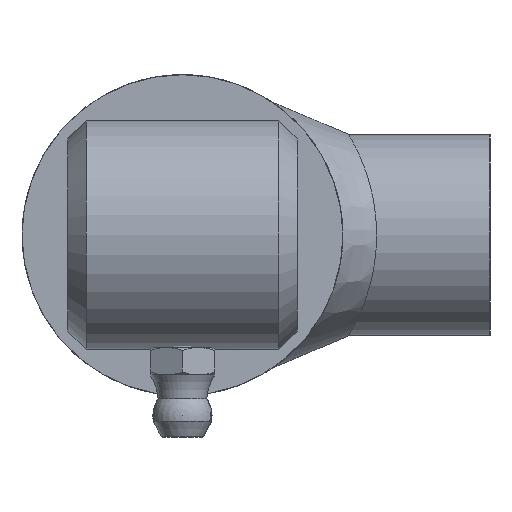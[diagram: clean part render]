
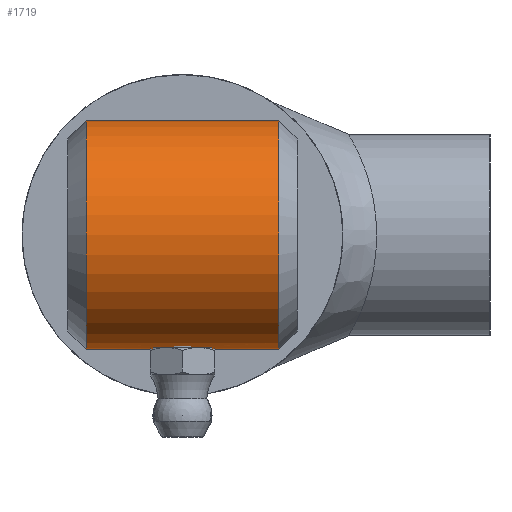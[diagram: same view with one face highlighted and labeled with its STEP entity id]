
A CAD part, left-side view. The second image highlights one B-rep face of the part: STEP entity #1719.
In plain terms, the highlighted cylindrical face has radius 12.5 mm (diameter 25 mm), a full revolution.
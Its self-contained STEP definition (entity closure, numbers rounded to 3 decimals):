
#177=FACE_BOUND('',#555,.T.);
#230=LINE('',#4354,#293);
#293=VECTOR('',#2484,12.5);
#416=FACE_OUTER_BOUND('',#554,.T.);
#554=EDGE_LOOP('',(#1445,#1446,#1447,#1448,#1449,#1450));
#555=EDGE_LOOP('',(#1451,#1452));
#663=CIRCLE('',#2055,12.5);
#664=CIRCLE('',#2056,12.5);
#665=CIRCLE('',#2058,12.5);
#666=CIRCLE('',#2059,12.5);
#741=B_SPLINE_CURVE_WITH_KNOTS('',3,(#4246,#4247,#4248,#4249,#4250,#4251,
#4252,#4253,#4254,#4255,#4256,#4257,#4258,#4259,#4260,#4261,#4262,#4263),
 .UNSPECIFIED.,.F.,.F.,(4,2,2,2,2,2,2,2,4),(0.371,0.464,
0.557,0.65,0.743,0.836,
0.929,1.022,1.114),.UNSPECIFIED.);
#742=B_SPLINE_CURVE_WITH_KNOTS('',3,(#4264,#4265,#4266,#4267,#4268,#4269,
#4270,#4271,#4272,#4273,#4274,#4275,#4276,#4277,#4278,#4279,#4280,#4281,
#4282),.UNSPECIFIED.,.F.,.F.,(4,2,2,2,3,2,2,2,4),(1.114,1.207,
1.3,1.393,1.486,1.579,1.672,
1.765,1.857),.UNSPECIFIED.);
#838=VERTEX_POINT('',#4244);
#839=VERTEX_POINT('',#4245);
#849=VERTEX_POINT('',#4347);
#850=VERTEX_POINT('',#4349);
#851=VERTEX_POINT('',#4353);
#852=VERTEX_POINT('',#4355);
#1038=EDGE_CURVE('',#838,#839,#741,.T.);
#1039=EDGE_CURVE('',#839,#838,#742,.T.);
#1055=EDGE_CURVE('',#849,#850,#663,.T.);
#1056=EDGE_CURVE('',#850,#849,#664,.T.);
#1057=EDGE_CURVE('',#850,#851,#230,.T.);
#1058=EDGE_CURVE('',#852,#851,#665,.T.);
#1059=EDGE_CURVE('',#851,#852,#666,.T.);
#1445=ORIENTED_EDGE('',*,*,#1055,.F.);
#1446=ORIENTED_EDGE('',*,*,#1056,.F.);
#1447=ORIENTED_EDGE('',*,*,#1057,.T.);
#1448=ORIENTED_EDGE('',*,*,#1058,.F.);
#1449=ORIENTED_EDGE('',*,*,#1059,.F.);
#1450=ORIENTED_EDGE('',*,*,#1057,.F.);
#1451=ORIENTED_EDGE('',*,*,#1038,.T.);
#1452=ORIENTED_EDGE('',*,*,#1039,.T.);
#1641=CYLINDRICAL_SURFACE('',#2057,12.5);
#1719=ADVANCED_FACE('',(#416,#177),#1641,.T.);
#2055=AXIS2_PLACEMENT_3D('',#4350,#2478,#2479);
#2056=AXIS2_PLACEMENT_3D('',#4351,#2480,#2481);
#2057=AXIS2_PLACEMENT_3D('',#4352,#2482,#2483);
#2058=AXIS2_PLACEMENT_3D('',#4356,#2485,#2486);
#2059=AXIS2_PLACEMENT_3D('',#4357,#2487,#2488);
#2478=DIRECTION('center_axis',(1.,0.,0.));
#2479=DIRECTION('ref_axis',(0.,-1.,0.));
#2480=DIRECTION('center_axis',(1.,0.,0.));
#2481=DIRECTION('ref_axis',(0.,-1.,0.));
#2482=DIRECTION('center_axis',(1.,0.,0.));
#2483=DIRECTION('ref_axis',(0.,1.,0.));
#2484=DIRECTION('',(-1.,0.,0.));
#2485=DIRECTION('center_axis',(-1.,0.,0.));
#2486=DIRECTION('ref_axis',(0.,-1.,0.));
#2487=DIRECTION('center_axis',(-1.,0.,0.));
#2488=DIRECTION('ref_axis',(0.,-1.,0.));
#4244=CARTESIAN_POINT('',(10.042,12.5,0.));
#4245=CARTESIAN_POINT('',(14.959,12.5,0.));
#4246=CARTESIAN_POINT('Ctrl Pts',(10.042,12.5,0.));
#4247=CARTESIAN_POINT('Ctrl Pts',(10.042,12.5,-0.31));
#4248=CARTESIAN_POINT('Ctrl Pts',(10.104,12.487,-0.639));
#4249=CARTESIAN_POINT('Ctrl Pts',(10.355,12.442,-1.245));
#4250=CARTESIAN_POINT('Ctrl Pts',(10.544,12.409,-1.521));
#4251=CARTESIAN_POINT('Ctrl Pts',(10.979,12.348,-1.956));
#4252=CARTESIAN_POINT('Ctrl Pts',(11.255,12.315,-2.145));
#4253=CARTESIAN_POINT('Ctrl Pts',(11.861,12.269,-2.396));
#4254=CARTESIAN_POINT('Ctrl Pts',(12.19,12.256,-2.459));
#4255=CARTESIAN_POINT('Ctrl Pts',(12.81,12.256,-2.459));
#4256=CARTESIAN_POINT('Ctrl Pts',(13.139,12.269,-2.396));
#4257=CARTESIAN_POINT('Ctrl Pts',(13.745,12.315,-2.145));
#4258=CARTESIAN_POINT('Ctrl Pts',(14.021,12.348,-1.956));
#4259=CARTESIAN_POINT('Ctrl Pts',(14.456,12.409,-1.521));
#4260=CARTESIAN_POINT('Ctrl Pts',(14.645,12.442,-1.245));
#4261=CARTESIAN_POINT('Ctrl Pts',(14.896,12.487,-0.639));
#4262=CARTESIAN_POINT('Ctrl Pts',(14.959,12.5,-0.31));
#4263=CARTESIAN_POINT('Ctrl Pts',(14.959,12.5,0.));
#4264=CARTESIAN_POINT('Ctrl Pts',(14.959,12.5,0.));
#4265=CARTESIAN_POINT('Ctrl Pts',(14.959,12.5,0.31));
#4266=CARTESIAN_POINT('Ctrl Pts',(14.896,12.487,0.639));
#4267=CARTESIAN_POINT('Ctrl Pts',(14.645,12.442,1.245));
#4268=CARTESIAN_POINT('Ctrl Pts',(14.456,12.409,1.521));
#4269=CARTESIAN_POINT('Ctrl Pts',(14.021,12.348,1.956));
#4270=CARTESIAN_POINT('Ctrl Pts',(13.745,12.315,2.145));
#4271=CARTESIAN_POINT('Ctrl Pts',(13.139,12.269,2.396));
#4272=CARTESIAN_POINT('Ctrl Pts',(12.81,12.256,2.459));
#4273=CARTESIAN_POINT('Ctrl Pts',(12.5,12.256,2.459));
#4274=CARTESIAN_POINT('Ctrl Pts',(12.19,12.256,2.459));
#4275=CARTESIAN_POINT('Ctrl Pts',(11.861,12.269,2.396));
#4276=CARTESIAN_POINT('Ctrl Pts',(11.255,12.315,2.145));
#4277=CARTESIAN_POINT('Ctrl Pts',(10.979,12.348,1.956));
#4278=CARTESIAN_POINT('Ctrl Pts',(10.544,12.409,1.521));
#4279=CARTESIAN_POINT('Ctrl Pts',(10.355,12.442,1.245));
#4280=CARTESIAN_POINT('Ctrl Pts',(10.104,12.487,0.639));
#4281=CARTESIAN_POINT('Ctrl Pts',(10.042,12.5,0.31));
#4282=CARTESIAN_POINT('Ctrl Pts',(10.042,12.5,0.));
#4347=CARTESIAN_POINT('',(23.,12.5,0.));
#4349=CARTESIAN_POINT('',(23.,-12.5,0.));
#4350=CARTESIAN_POINT('Origin',(23.,0.,0.));
#4351=CARTESIAN_POINT('Origin',(23.,0.,0.));
#4352=CARTESIAN_POINT('Origin',(0.,0.,0.));
#4353=CARTESIAN_POINT('',(2.,-12.5,0.));
#4354=CARTESIAN_POINT('',(0.,-12.5,0.));
#4355=CARTESIAN_POINT('',(2.,12.5,0.));
#4356=CARTESIAN_POINT('Origin',(2.,0.,0.));
#4357=CARTESIAN_POINT('Origin',(2.,0.,0.));
